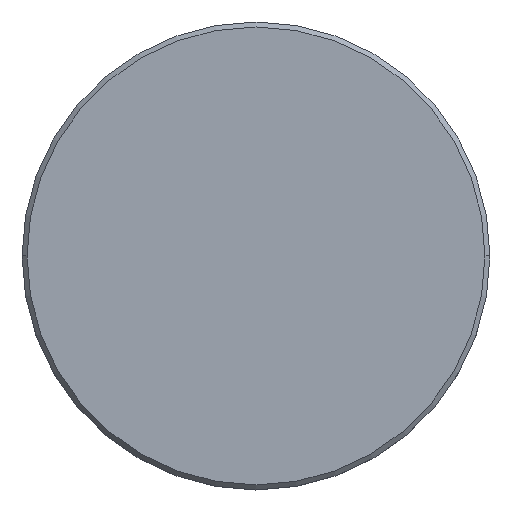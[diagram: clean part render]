
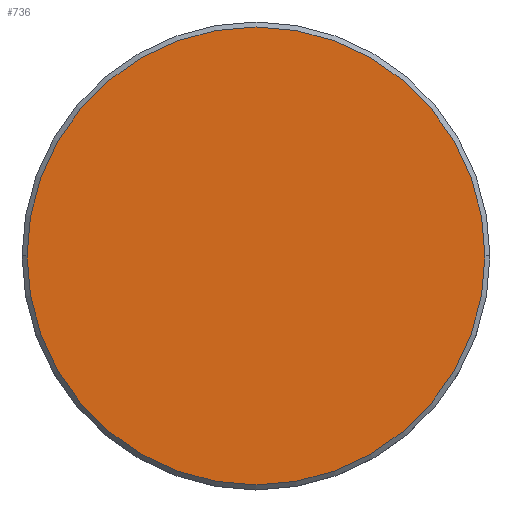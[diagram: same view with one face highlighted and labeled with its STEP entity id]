
A CAD part, top view. The second image highlights one B-rep face of the part: STEP entity #736.
In plain terms, the highlighted planar face has unit normal (0, 0, 1).
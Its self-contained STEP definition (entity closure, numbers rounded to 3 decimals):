
#87 = ORIENTED_EDGE ( 'NONE', *, *, #341, .T. ) ;
#166 = DIRECTION ( 'NONE',  ( 1., 0., 0. ) ) ;
#337 = AXIS2_PLACEMENT_3D ( 'NONE', #356, #340, #977 ) ;
#340 = DIRECTION ( 'NONE',  ( 0., 0., 1. ) ) ;
#341 = EDGE_CURVE ( 'NONE', #1178, #1014, #1098, .T. ) ;
#356 = CARTESIAN_POINT ( 'NONE',  ( 0., 0., 0. ) ) ;
#373 = AXIS2_PLACEMENT_3D ( 'NONE', #430, #619, #166 ) ;
#375 = EDGE_LOOP ( 'NONE', ( #87, #990 ) ) ;
#407 = DIRECTION ( 'NONE',  ( 0., 0., 1. ) ) ;
#430 = CARTESIAN_POINT ( 'NONE',  ( 0., 0., 0. ) ) ;
#433 = CIRCLE ( 'NONE', #1027, 23. ) ;
#436 = FACE_OUTER_BOUND ( 'NONE', #375, .T. ) ;
#619 = DIRECTION ( 'NONE',  ( 0., 0., 1. ) ) ;
#736 = ADVANCED_FACE ( 'NONE', ( #436 ), #987, .T. ) ;
#867 = CARTESIAN_POINT ( 'NONE',  ( 0., 0., 0. ) ) ;
#977 = DIRECTION ( 'NONE',  ( 1., 0., 0. ) ) ;
#981 = CARTESIAN_POINT ( 'NONE',  ( -23., 0., 0. ) ) ;
#987 = PLANE ( 'NONE',  #373 ) ;
#990 = ORIENTED_EDGE ( 'NONE', *, *, #1130, .T. ) ;
#1014 = VERTEX_POINT ( 'NONE', #1142 ) ;
#1027 = AXIS2_PLACEMENT_3D ( 'NONE', #867, #407, #1128 ) ;
#1098 = CIRCLE ( 'NONE', #337, 23. ) ;
#1128 = DIRECTION ( 'NONE',  ( 1., 0., 0. ) ) ;
#1130 = EDGE_CURVE ( 'NONE', #1014, #1178, #433, .T. ) ;
#1142 = CARTESIAN_POINT ( 'NONE',  ( 23., 0., 0. ) ) ;
#1178 = VERTEX_POINT ( 'NONE', #981 ) ;
